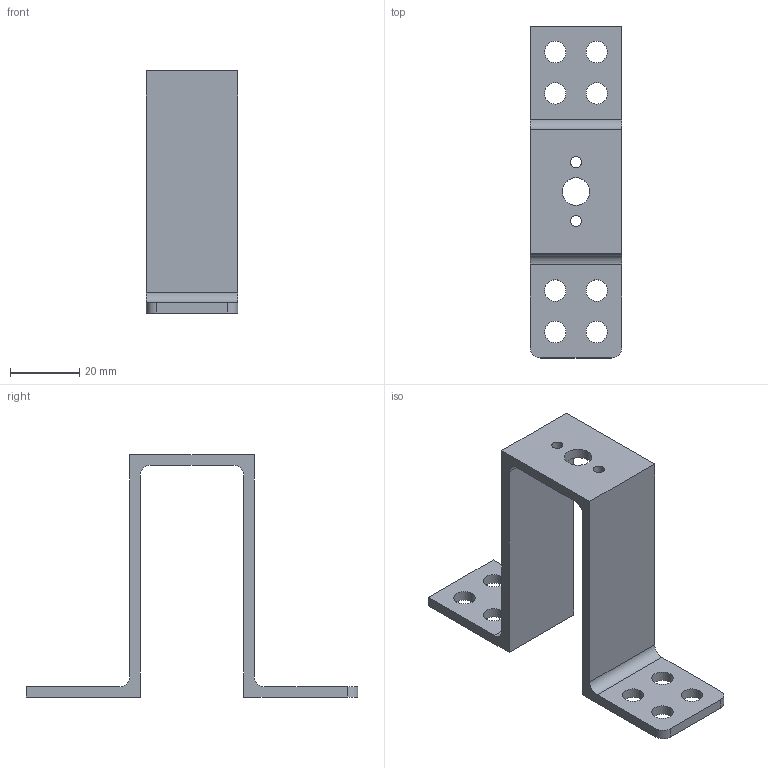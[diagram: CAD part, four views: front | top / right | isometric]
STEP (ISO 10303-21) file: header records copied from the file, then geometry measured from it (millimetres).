
FILE_DESCRIPTION(/* description */ ('STEP AP214'),/* implementation_level */ '2;1');
FILE_NAME(/* name */ '610039e97c1e364d27d1b276',/* time_stamp */ '2021-07-27T16:52:57+00:00',/* author */ (''),/* organization */ (''),/* preprocessor_version */ 'ST-DEVELOPER v18.1',/* originating_system */ ' ',/* authorisation */ ' ');
FILE_SCHEMA (('AUTOMOTIVE_DESIGN {1 0 10303 214 3 1 1}'));
Length unit declared in the file: metre
Products named in the file (1): Part 1
Bounding box: 26.5 x 96 x 70 mm (x, y, z)
Volume: 17553.9 mm3; surface area: 13579.9 mm2
Topology: 1 solids, 1 shells, 31 faces, 98 edges, 69 vertices
Faces by surface type: cylinder 17, plane 14
Full cylindrical faces by diameter (mm): 3.22 x2, 6.2 x8, 8 x1
Entity records: 1034 total; most frequent: DIRECTION 174, CARTESIAN_POINT 166, ORIENTED_EDGE 152, EDGE_CURVE 76, AXIS2_PLACEMENT_3D 66, EDGE_LOOP 64, FACE_BOUND 64, VERTEX_POINT 58
